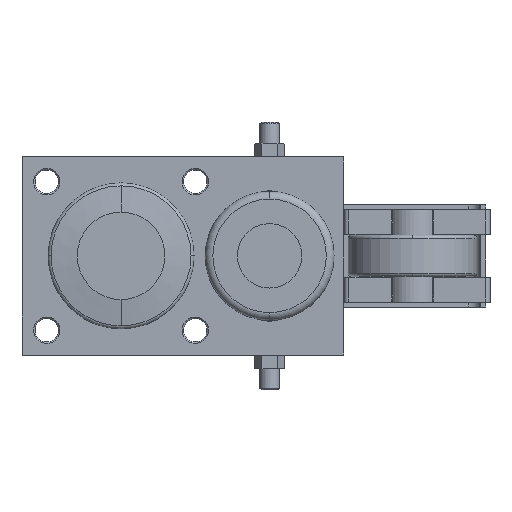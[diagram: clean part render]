
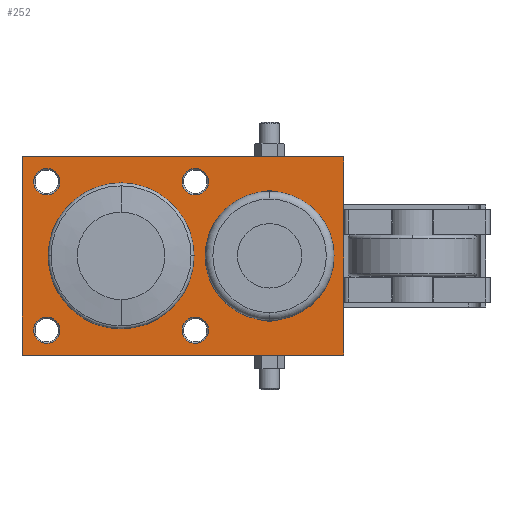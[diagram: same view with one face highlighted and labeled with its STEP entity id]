
A CAD part, top view. The second image highlights one B-rep face of the part: STEP entity #252.
In plain terms, the highlighted planar face has unit normal (0, 0, 1).
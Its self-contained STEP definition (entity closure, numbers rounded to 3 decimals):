
#252=ADVANCED_FACE('',(#794,#795,#796,#797,#798,#799,#800),#801,.T.);
#794=FACE_BOUND('',#1521,.T.);
#795=FACE_BOUND('',#1522,.T.);
#796=FACE_BOUND('',#1523,.T.);
#797=FACE_BOUND('',#1524,.T.);
#798=FACE_BOUND('',#1525,.T.);
#799=FACE_BOUND('',#1526,.T.);
#800=FACE_OUTER_BOUND('',#1527,.T.);
#801=PLANE('',#1528);
#1521=EDGE_LOOP('',(#3312,#3313,#3314,#3315));
#1522=EDGE_LOOP('',(#3316,#3317));
#1523=EDGE_LOOP('',(#3318,#3319));
#1524=EDGE_LOOP('',(#3320,#3321));
#1525=EDGE_LOOP('',(#3322,#3323));
#1526=EDGE_LOOP('',(#3324,#3325));
#1527=EDGE_LOOP('',(#3326,#3327,#3328,#3329,#3330,#3331,#3332,#3333));
#1528=AXIS2_PLACEMENT_3D('',#3334,#3335,#3336);
#3312=ORIENTED_EDGE('',*,*,#4943,.T.);
#3313=ORIENTED_EDGE('',*,*,#4948,.T.);
#3314=ORIENTED_EDGE('',*,*,#4952,.T.);
#3315=ORIENTED_EDGE('',*,*,#4944,.T.);
#3316=ORIENTED_EDGE('',*,*,#4961,.T.);
#3317=ORIENTED_EDGE('',*,*,#4565,.T.);
#3318=ORIENTED_EDGE('',*,*,#4563,.T.);
#3319=ORIENTED_EDGE('',*,*,#4962,.T.);
#3320=ORIENTED_EDGE('',*,*,#4552,.T.);
#3321=ORIENTED_EDGE('',*,*,#4965,.T.);
#3322=ORIENTED_EDGE('',*,*,#4541,.T.);
#3323=ORIENTED_EDGE('',*,*,#4968,.T.);
#3324=ORIENTED_EDGE('',*,*,#4530,.T.);
#3325=ORIENTED_EDGE('',*,*,#4971,.T.);
#3326=ORIENTED_EDGE('',*,*,#4975,.T.);
#3327=ORIENTED_EDGE('',*,*,#4790,.T.);
#3328=ORIENTED_EDGE('',*,*,#4828,.T.);
#3329=ORIENTED_EDGE('',*,*,#4839,.T.);
#3330=ORIENTED_EDGE('',*,*,#4876,.T.);
#3331=ORIENTED_EDGE('',*,*,#4976,.T.);
#3332=ORIENTED_EDGE('',*,*,#4977,.T.);
#3333=ORIENTED_EDGE('',*,*,#4978,.T.);
#3334=CARTESIAN_POINT('',(97.5,60.0,20.0));
#3335=DIRECTION('',(0.0,0.0,1.0));
#3336=DIRECTION('',(1.0,0.0,0.0));
#4530=EDGE_CURVE('',#5362,#5365,#5367,.T.);
#4541=EDGE_CURVE('',#5381,#5384,#5386,.T.);
#4552=EDGE_CURVE('',#5400,#5403,#5405,.T.);
#4563=EDGE_CURVE('',#5419,#5422,#5424,.T.);
#4565=EDGE_CURVE('',#5428,#5425,#5429,.T.);
#4790=EDGE_CURVE('',#5804,#5805,#5806,.T.);
#4828=EDGE_CURVE('',#5805,#5864,#5866,.T.);
#4839=EDGE_CURVE('',#5864,#5885,#5886,.T.);
#4876=EDGE_CURVE('',#5885,#5942,#5944,.T.);
#4943=EDGE_CURVE('',#6036,#6041,#6043,.T.);
#4944=EDGE_CURVE('',#6044,#6036,#6045,.T.);
#4948=EDGE_CURVE('',#6041,#6050,#6052,.T.);
#4952=EDGE_CURVE('',#6050,#6044,#6056,.T.);
#4961=EDGE_CURVE('',#5425,#5428,#6065,.T.);
#4962=EDGE_CURVE('',#5422,#5419,#6066,.T.);
#4965=EDGE_CURVE('',#5403,#5400,#6069,.T.);
#4968=EDGE_CURVE('',#5384,#5381,#6072,.T.);
#4971=EDGE_CURVE('',#5365,#5362,#6075,.T.);
#4975=EDGE_CURVE('',#6079,#5804,#6080,.T.);
#4976=EDGE_CURVE('',#5942,#6081,#6082,.T.);
#4977=EDGE_CURVE('',#6081,#6083,#6084,.T.);
#4978=EDGE_CURVE('',#6083,#6079,#6085,.T.);
#5362=VERTEX_POINT('',#6721);
#5365=VERTEX_POINT('',#6725);
#5367=CIRCLE('',#6728,8.0);
#5381=VERTEX_POINT('',#6746);
#5384=VERTEX_POINT('',#6750);
#5386=CIRCLE('',#6753,8.0);
#5400=VERTEX_POINT('',#6771);
#5403=VERTEX_POINT('',#6775);
#5405=CIRCLE('',#6778,8.0);
#5419=VERTEX_POINT('',#6796);
#5422=VERTEX_POINT('',#6800);
#5424=CIRCLE('',#6803,8.0);
#5425=VERTEX_POINT('',#6804);
#5428=VERTEX_POINT('',#6808);
#5429=CIRCLE('',#6809,22.1);
#5804=VERTEX_POINT('',#7648);
#5805=VERTEX_POINT('',#7649);
#5806=LINE('',#7650,#7651);
#5864=VERTEX_POINT('',#7739);
#5866=LINE('',#7742,#7743);
#5885=VERTEX_POINT('',#7770);
#5886=LINE('',#7771,#7772);
#5942=VERTEX_POINT('',#7857);
#5944=LINE('',#7860,#7861);
#6036=VERTEX_POINT('',#8230);
#6041=VERTEX_POINT('',#8236);
#6043=CIRCLE('',#8239,19.525);
#6044=VERTEX_POINT('',#8240);
#6045=LINE('',#8241,#8242);
#6050=VERTEX_POINT('',#8249);
#6052=LINE('',#8252,#8253);
#6056=CIRCLE('',#8291,19.525);
#6065=CIRCLE('',#8300,22.1);
#6066=CIRCLE('',#8301,8.0);
#6069=CIRCLE('',#8304,8.0);
#6072=CIRCLE('',#8307,8.0);
#6075=CIRCLE('',#8310,8.0);
#6079=VERTEX_POINT('',#8314);
#6080=LINE('',#8315,#8316);
#6081=VERTEX_POINT('',#8317);
#6082=LINE('',#8318,#8319);
#6083=VERTEX_POINT('',#8320);
#6084=LINE('',#8321,#8322);
#6085=LINE('',#8323,#8324);
#6721=CARTESIAN_POINT('',(15.0,23.0,20.0));
#6725=CARTESIAN_POINT('',(15.0,7.0,20.0));
#6728=AXIS2_PLACEMENT_3D('',#9842,#9843,#9844);
#6746=CARTESIAN_POINT('',(15.0,113.0,20.0));
#6750=CARTESIAN_POINT('',(15.0,97.0,20.0));
#6753=AXIS2_PLACEMENT_3D('',#9863,#9864,#9865);
#6771=CARTESIAN_POINT('',(105.0,23.0,20.0));
#6775=CARTESIAN_POINT('',(105.0,7.0,20.0));
#6778=AXIS2_PLACEMENT_3D('',#9884,#9885,#9886);
#6796=CARTESIAN_POINT('',(105.0,113.0,20.0));
#6800=CARTESIAN_POINT('',(105.0,97.0,20.0));
#6803=AXIS2_PLACEMENT_3D('',#9905,#9906,#9907);
#6804=CARTESIAN_POINT('',(82.1,60.0,20.0));
#6808=CARTESIAN_POINT('',(37.9,60.0,20.0));
#6809=AXIS2_PLACEMENT_3D('',#9909,#9910,#9911);
#7648=CARTESIAN_POINT('',(195.0,32.0,20.0));
#7649=CARTESIAN_POINT('',(195.0,47.0,20.0));
#7650=CARTESIAN_POINT('',(195.0,60.0,20.0));
#7651=VECTOR('',#10251,1.0);
#7739=CARTESIAN_POINT('',(195.0,73.0,20.0));
#7742=CARTESIAN_POINT('',(195.0,60.0,20.0));
#7743=VECTOR('',#10301,1.0);
#7770=CARTESIAN_POINT('',(195.0,88.0,20.0));
#7771=CARTESIAN_POINT('',(195.0,60.0,20.0));
#7772=VECTOR('',#10316,1.0);
#7857=CARTESIAN_POINT('',(195.0,120.0,20.0));
#7860=CARTESIAN_POINT('',(195.0,60.0,20.0));
#7861=VECTOR('',#10365,1.0);
#8230=CARTESIAN_POINT('',(130.475,80.0,20.0));
#8236=CARTESIAN_POINT('',(169.525,80.0,20.0));
#8239=AXIS2_PLACEMENT_3D('',#10449,#10450,#10451);
#8240=CARTESIAN_POINT('',(130.475,40.0,20.0));
#8241=CARTESIAN_POINT('',(130.475,60.0,20.0));
#8242=VECTOR('',#10452,1.0);
#8249=CARTESIAN_POINT('',(169.525,40.0,20.0));
#8252=CARTESIAN_POINT('',(169.525,60.0,20.0));
#8253=VECTOR('',#10456,1.0);
#8291=AXIS2_PLACEMENT_3D('',#10461,#10462,#10463);
#8300=AXIS2_PLACEMENT_3D('',#10488,#10489,#10490);
#8301=AXIS2_PLACEMENT_3D('',#10491,#10492,#10493);
#8304=AXIS2_PLACEMENT_3D('',#10500,#10501,#10502);
#8307=AXIS2_PLACEMENT_3D('',#10509,#10510,#10511);
#8310=AXIS2_PLACEMENT_3D('',#10518,#10519,#10520);
#8314=CARTESIAN_POINT('',(195.0,0.0,20.0));
#8315=CARTESIAN_POINT('',(195.0,60.0,20.0));
#8316=VECTOR('',#10530,1.0);
#8317=CARTESIAN_POINT('',(0.0,120.0,20.0));
#8318=CARTESIAN_POINT('',(97.5,120.0,20.0));
#8319=VECTOR('',#10531,1.0);
#8320=CARTESIAN_POINT('',(0.0,0.0,20.0));
#8321=CARTESIAN_POINT('',(0.0,60.0,20.0));
#8322=VECTOR('',#10532,1.0);
#8323=CARTESIAN_POINT('',(97.5,0.0,20.0));
#8324=VECTOR('',#10533,1.0);
#9842=CARTESIAN_POINT('',(15.0,15.0,20.0));
#9843=DIRECTION('',(0.0,0.0,-1.0));
#9844=DIRECTION('',(0.0,1.0,0.0));
#9863=CARTESIAN_POINT('',(15.0,105.0,20.0));
#9864=DIRECTION('',(0.0,0.0,-1.0));
#9865=DIRECTION('',(0.0,1.0,0.0));
#9884=CARTESIAN_POINT('',(105.0,15.0,20.0));
#9885=DIRECTION('',(0.0,0.0,-1.0));
#9886=DIRECTION('',(0.0,1.0,0.0));
#9905=CARTESIAN_POINT('',(105.0,105.0,20.0));
#9906=DIRECTION('',(0.0,0.0,-1.0));
#9907=DIRECTION('',(0.0,1.0,0.0));
#9909=CARTESIAN_POINT('',(60.0,60.0,20.0));
#9910=DIRECTION('',(0.0,0.0,-1.0));
#9911=DIRECTION('',(1.0,0.0,0.0));
#10251=DIRECTION('',(0.0,1.0,0.0));
#10301=DIRECTION('',(0.0,1.0,0.0));
#10316=DIRECTION('',(0.0,1.0,0.0));
#10365=DIRECTION('',(0.0,1.0,0.0));
#10449=CARTESIAN_POINT('',(150.0,80.0,20.0));
#10450=DIRECTION('',(0.0,0.0,-1.0));
#10451=DIRECTION('',(1.0,0.0,0.0));
#10452=DIRECTION('',(0.0,1.0,0.0));
#10456=DIRECTION('',(0.0,-1.0,0.0));
#10461=CARTESIAN_POINT('',(150.0,40.0,20.0));
#10462=DIRECTION('',(0.0,0.0,-1.0));
#10463=DIRECTION('',(1.0,0.0,0.0));
#10488=CARTESIAN_POINT('',(60.0,60.0,20.0));
#10489=DIRECTION('',(0.0,0.0,-1.0));
#10490=DIRECTION('',(1.0,0.0,0.0));
#10491=CARTESIAN_POINT('',(105.0,105.0,20.0));
#10492=DIRECTION('',(0.0,0.0,-1.0));
#10493=DIRECTION('',(0.0,1.0,0.0));
#10500=CARTESIAN_POINT('',(105.0,15.0,20.0));
#10501=DIRECTION('',(0.0,0.0,-1.0));
#10502=DIRECTION('',(0.0,1.0,0.0));
#10509=CARTESIAN_POINT('',(15.0,105.0,20.0));
#10510=DIRECTION('',(0.0,0.0,-1.0));
#10511=DIRECTION('',(0.0,1.0,0.0));
#10518=CARTESIAN_POINT('',(15.0,15.0,20.0));
#10519=DIRECTION('',(0.0,0.0,-1.0));
#10520=DIRECTION('',(0.0,1.0,0.0));
#10530=DIRECTION('',(0.0,1.0,0.0));
#10531=DIRECTION('',(-1.0,0.0,0.0));
#10532=DIRECTION('',(0.0,-1.0,0.0));
#10533=DIRECTION('',(1.0,0.0,0.0));
